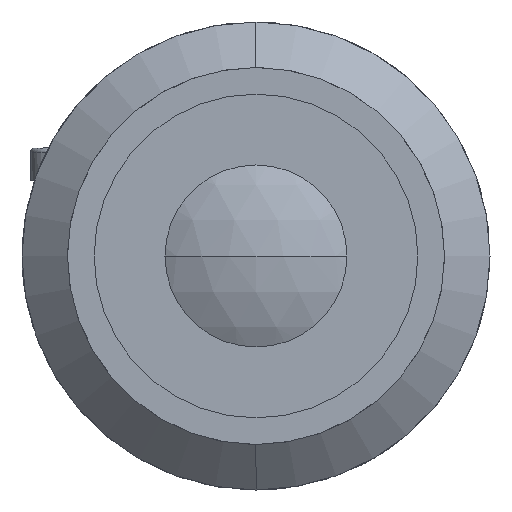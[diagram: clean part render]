
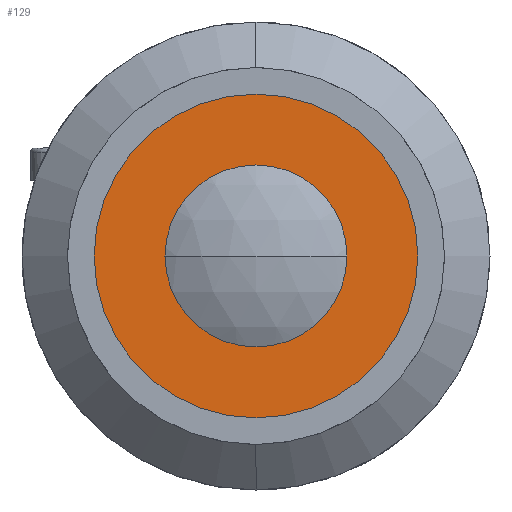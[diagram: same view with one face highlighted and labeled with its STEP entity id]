
A CAD part, left-side view. The second image highlights one B-rep face of the part: STEP entity #129.
In plain terms, the highlighted planar face has unit normal (-1, 0, 0).
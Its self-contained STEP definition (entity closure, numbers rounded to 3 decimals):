
#129 = ADVANCED_FACE ( 'NONE', ( #776, #1119 ), #476, .F. ) ;
#214 = CIRCLE ( 'NONE', #698, 13.5 ) ;
#238 = DIRECTION ( 'NONE',  ( 0., 0., -1. ) ) ;
#265 = DIRECTION ( 'NONE',  ( 1., 0., 0. ) ) ;
#456 = CARTESIAN_POINT ( 'NONE',  ( 3.8, 0., -7. ) ) ;
#476 = PLANE ( 'NONE',  #2559 ) ;
#499 = CARTESIAN_POINT ( 'NONE',  ( 3.8, 0., 0. ) ) ;
#611 = CARTESIAN_POINT ( 'NONE',  ( 3.8, 13.5, 0. ) ) ;
#698 = AXIS2_PLACEMENT_3D ( 'NONE', #499, #2373, #764 ) ;
#724 = EDGE_CURVE ( 'NONE', #912, #3088, #2750, .T. ) ;
#764 = DIRECTION ( 'NONE',  ( 0., 0., 1. ) ) ;
#776 = FACE_BOUND ( 'NONE', #3002, .T. ) ;
#912 = VERTEX_POINT ( 'NONE', #456 ) ;
#918 = CARTESIAN_POINT ( 'NONE',  ( 3.8, 0., 0. ) ) ;
#1008 = ORIENTED_EDGE ( 'NONE', *, *, #1159, .F. ) ;
#1084 = DIRECTION ( 'NONE',  ( 0., 0., 1. ) ) ;
#1100 = DIRECTION ( 'NONE',  ( -1., 0., 0. ) ) ;
#1117 = CARTESIAN_POINT ( 'NONE',  ( 3.8, 0., 0. ) ) ;
#1119 = FACE_OUTER_BOUND ( 'NONE', #2859, .T. ) ;
#1159 = EDGE_CURVE ( 'NONE', #3088, #912, #2029, .T. ) ;
#1198 = DIRECTION ( 'NONE',  ( 0., 0., 1. ) ) ;
#1306 = AXIS2_PLACEMENT_3D ( 'NONE', #918, #2774, #1198 ) ;
#1337 = EDGE_CURVE ( 'NONE', #2578, #2383, #1742, .T. ) ;
#1512 = AXIS2_PLACEMENT_3D ( 'NONE', #1117, #1100, #1084 ) ;
#1642 = ORIENTED_EDGE ( 'NONE', *, *, #724, .F. ) ;
#1742 = CIRCLE ( 'NONE', #1306, 13.5 ) ;
#1813 = CARTESIAN_POINT ( 'NONE',  ( 3.8, 0., 7. ) ) ;
#1838 = AXIS2_PLACEMENT_3D ( 'NONE', #2991, #3278, #2826 ) ;
#1978 = ORIENTED_EDGE ( 'NONE', *, *, #1337, .T. ) ;
#2001 = EDGE_CURVE ( 'NONE', #2383, #2578, #214, .T. ) ;
#2029 = CIRCLE ( 'NONE', #1512, 7. ) ;
#2121 = CARTESIAN_POINT ( 'NONE',  ( 3.8, 0., 13.5 ) ) ;
#2290 = CARTESIAN_POINT ( 'NONE',  ( 3.8, 0., -13.5 ) ) ;
#2345 = ORIENTED_EDGE ( 'NONE', *, *, #2001, .T. ) ;
#2373 = DIRECTION ( 'NONE',  ( -1., 0., 0. ) ) ;
#2383 = VERTEX_POINT ( 'NONE', #2290 ) ;
#2559 = AXIS2_PLACEMENT_3D ( 'NONE', #611, #265, #238 ) ;
#2578 = VERTEX_POINT ( 'NONE', #2121 ) ;
#2750 = CIRCLE ( 'NONE', #1838, 7. ) ;
#2774 = DIRECTION ( 'NONE',  ( -1., 0., 0. ) ) ;
#2826 = DIRECTION ( 'NONE',  ( 0., 0., 1. ) ) ;
#2859 = EDGE_LOOP ( 'NONE', ( #1978, #2345 ) ) ;
#2991 = CARTESIAN_POINT ( 'NONE',  ( 3.8, 0., 0. ) ) ;
#3002 = EDGE_LOOP ( 'NONE', ( #1008, #1642 ) ) ;
#3088 = VERTEX_POINT ( 'NONE', #1813 ) ;
#3278 = DIRECTION ( 'NONE',  ( -1., 0., 0. ) ) ;
